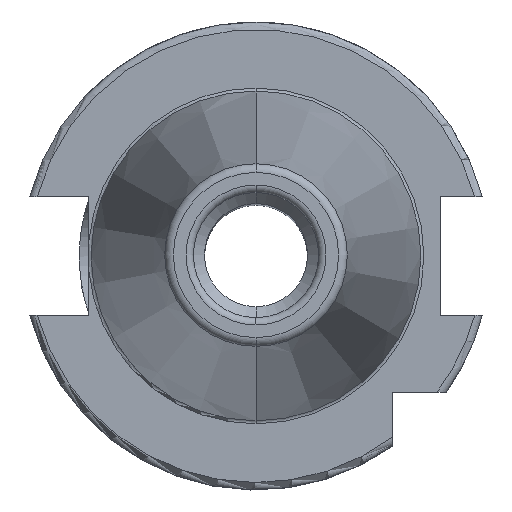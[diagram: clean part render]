
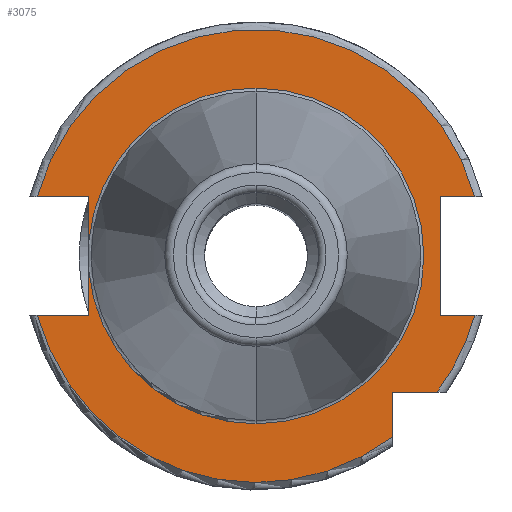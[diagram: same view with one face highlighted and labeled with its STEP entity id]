
A CAD part, top view. The second image highlights one B-rep face of the part: STEP entity #3075.
In plain terms, the highlighted planar face has unit normal (0, 0, 1).
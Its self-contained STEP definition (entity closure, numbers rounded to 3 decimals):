
#834=CARTESIAN_POINT('',(0,0,15.9));
#835=DIRECTION('',(0,0,-1));
#836=DIRECTION('',(0,1,0));
#837=AXIS2_PLACEMENT_3D('',#834,#835,#836);
#849=CARTESIAN_POINT('',(0,0,15.9));
#850=DIRECTION('',(0,0,1));
#851=DIRECTION('',(0,1,0));
#852=AXIS2_PLACEMENT_3D('',#849,#850,#851);
#864=CARTESIAN_POINT('',(0,0,15.9));
#865=DIRECTION('',(0,0,1));
#866=DIRECTION('',(-0.996,-0.094,0));
#867=AXIS2_PLACEMENT_3D('',#864,#865,#866);
#882=DIRECTION('',(1,0,0));
#883=VECTOR('',#882,7.004);
#884=CARTESIAN_POINT('',(-29.704,-8.05,15.9));
#885=LINE('',#884,#883);
#886=DIRECTION('',(0,1,0));
#887=VECTOR('',#886,5.917);
#888=CARTESIAN_POINT('',(-22.7,-8.05,15.9));
#889=LINE('',#888,#887);
#890=DIRECTION('',(0,1,0));
#891=VECTOR('',#890,5.917);
#892=CARTESIAN_POINT('',(-22.7,2.133,15.9));
#893=LINE('',#892,#891);
#894=DIRECTION('',(1,0,0));
#895=VECTOR('',#894,7.004);
#896=CARTESIAN_POINT('',(-29.704,8.05,15.9));
#897=LINE('',#896,#895);
#898=DIRECTION('',(-1,0,0));
#899=VECTOR('',#898,4.704);
#900=CARTESIAN_POINT('',(29.704,8.05,15.9));
#901=LINE('',#900,#899);
#902=DIRECTION('',(0,-1,0));
#903=VECTOR('',#902,16.1);
#904=CARTESIAN_POINT('',(25,8.05,15.9));
#905=LINE('',#904,#903);
#906=DIRECTION('',(-1,0,0));
#907=VECTOR('',#906,4.704);
#908=CARTESIAN_POINT('',(29.704,-8.05,15.9));
#909=LINE('',#908,#907);
#910=CARTESIAN_POINT('',(0,0,15.9));
#911=DIRECTION('',(0,0,1));
#912=DIRECTION('',(0.799,-0.601,0));
#913=AXIS2_PLACEMENT_3D('',#910,#911,#912);
#915=DIRECTION('',(-1,0,0));
#916=VECTOR('',#915,6.094);
#917=CARTESIAN_POINT('',(24.594,-18.5,15.9));
#918=LINE('',#917,#916);
#919=DIRECTION('',(0,1,0));
#920=VECTOR('',#919,6.094);
#921=CARTESIAN_POINT('',(18.5,-24.594,15.9));
#922=LINE('',#921,#920);
#1502=CARTESIAN_POINT('',(0,0,15.9));
#1503=DIRECTION('',(0,0,1));
#1504=DIRECTION('',(0.965,0.262,0));
#1505=AXIS2_PLACEMENT_3D('',#1502,#1503,#1504);
#1553=CARTESIAN_POINT('',(0,0,15.9));
#1554=DIRECTION('',(0,0,1));
#1555=DIRECTION('',(-0.965,-0.262,0));
#1556=AXIS2_PLACEMENT_3D('',#1553,#1554,#1555);
#1677=CARTESIAN_POINT('',(0,22.8,15.9));
#1679=VERTEX_POINT('',#1677);
#1699=CARTESIAN_POINT('',(0,-22.8,15.9));
#1701=VERTEX_POINT('',#1699);
#1839=CARTESIAN_POINT('',(-29.704,-8.05,15.9));
#1840=CARTESIAN_POINT('',(-22.7,-8.05,15.9));
#1841=VERTEX_POINT('',#1839);
#1842=VERTEX_POINT('',#1840);
#1843=CARTESIAN_POINT('',(-22.7,-2.133,15.9));
#1844=VERTEX_POINT('',#1843);
#1845=CARTESIAN_POINT('',(-22.7,2.133,15.9));
#1846=CARTESIAN_POINT('',(-22.7,8.05,15.9));
#1847=VERTEX_POINT('',#1845);
#1848=VERTEX_POINT('',#1846);
#1849=CARTESIAN_POINT('',(-29.704,8.05,15.9));
#1850=VERTEX_POINT('',#1849);
#1851=CARTESIAN_POINT('',(25,8.05,15.9));
#1852=CARTESIAN_POINT('',(25,-8.05,15.9));
#1853=VERTEX_POINT('',#1851);
#1854=VERTEX_POINT('',#1852);
#1855=CARTESIAN_POINT('',(29.704,-8.05,15.9));
#1856=VERTEX_POINT('',#1855);
#1857=CARTESIAN_POINT('',(29.704,8.05,15.9));
#1858=VERTEX_POINT('',#1857);
#1859=CARTESIAN_POINT('',(18.5,-24.594,15.9));
#1860=CARTESIAN_POINT('',(18.5,-18.5,15.9));
#1861=VERTEX_POINT('',#1859);
#1862=VERTEX_POINT('',#1860);
#1863=CARTESIAN_POINT('',(24.594,-18.5,15.9));
#1864=VERTEX_POINT('',#1863);
#3044=CARTESIAN_POINT('',(0,0,15.9));
#3045=DIRECTION('',(0,0,-1));
#3046=DIRECTION('',(0,-1,0));
#3047=AXIS2_PLACEMENT_3D('',#3044,#3045,#3046);
#3048=PLANE('',#3047);
#3049=ORIENTED_EDGE('',*,*,#3017,.T.);
#3050=ORIENTED_EDGE('',*,*,#3004,.T.);
#3051=ORIENTED_EDGE('',*,*,#2981,.T.);
#3052=ORIENTED_EDGE('',*,*,#2961,.F.);
#3053=ORIENTED_EDGE('',*,*,#2976,.T.);
#3054=ORIENTED_EDGE('',*,*,#3001,.T.);
#3056=ORIENTED_EDGE('',*,*,#3055,.F.);
#3058=ORIENTED_EDGE('',*,*,#3057,.F.);
#3060=ORIENTED_EDGE('',*,*,#3059,.T.);
#3062=ORIENTED_EDGE('',*,*,#3061,.T.);
#3064=ORIENTED_EDGE('',*,*,#3063,.F.);
#3066=ORIENTED_EDGE('',*,*,#3065,.F.);
#3068=ORIENTED_EDGE('',*,*,#3067,.T.);
#3070=ORIENTED_EDGE('',*,*,#3069,.F.);
#3072=ORIENTED_EDGE('',*,*,#3071,.F.);
#3073=EDGE_LOOP('',(#3049,#3050,#3051,#3052,#3053,#3054,#3056,#3058,#3060,#3062,
#3064,#3066,#3068,#3070,#3072));
#3074=FACE_OUTER_BOUND('',#3073,.F.);
#3075=ADVANCED_FACE('',(#3074),#3048,.F.);
#838=CIRCLE('',#837,22.8);
#853=CIRCLE('',#852,22.8);
#868=CIRCLE('',#867,22.8);
#914=CIRCLE('',#913,30.775);
#1506=CIRCLE('',#1505,30.775);
#1557=CIRCLE('',#1556,30.775);
#2961=EDGE_CURVE('',#1679,#1701,#838,.T.);
#2976=EDGE_CURVE('',#1679,#1847,#853,.T.);
#2981=EDGE_CURVE('',#1844,#1701,#868,.T.);
#3001=EDGE_CURVE('',#1847,#1848,#893,.T.);
#3004=EDGE_CURVE('',#1842,#1844,#889,.T.);
#3017=EDGE_CURVE('',#1841,#1842,#885,.T.);
#3055=EDGE_CURVE('',#1850,#1848,#897,.T.);
#3057=EDGE_CURVE('',#1858,#1850,#1506,.T.);
#3059=EDGE_CURVE('',#1858,#1853,#901,.T.);
#3061=EDGE_CURVE('',#1853,#1854,#905,.T.);
#3063=EDGE_CURVE('',#1856,#1854,#909,.T.);
#3065=EDGE_CURVE('',#1864,#1856,#914,.T.);
#3067=EDGE_CURVE('',#1864,#1862,#918,.T.);
#3069=EDGE_CURVE('',#1861,#1862,#922,.T.);
#3071=EDGE_CURVE('',#1841,#1861,#1557,.T.);
